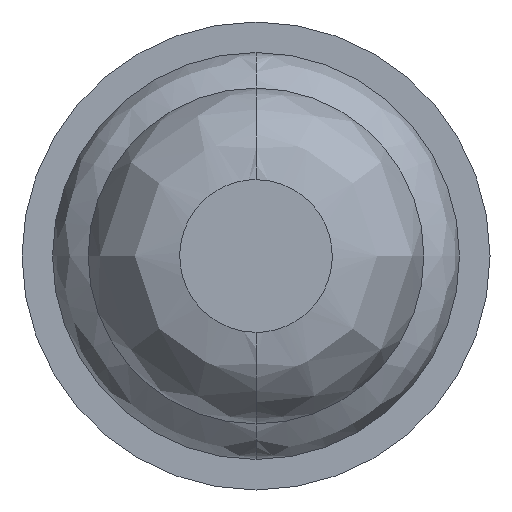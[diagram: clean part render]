
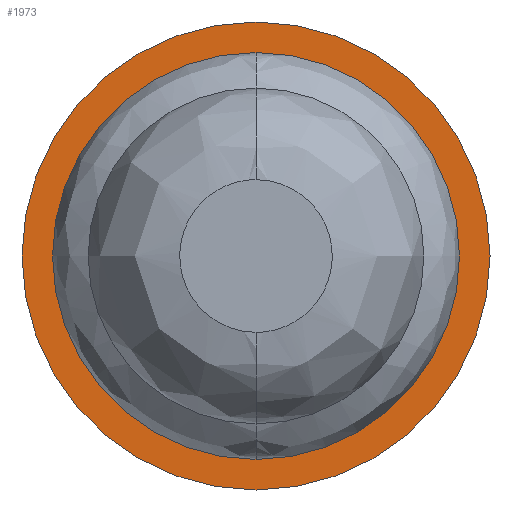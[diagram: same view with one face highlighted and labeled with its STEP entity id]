
A CAD part, front view. The second image highlights one B-rep face of the part: STEP entity #1973.
In plain terms, the highlighted planar face has unit normal (0, -1, 0).
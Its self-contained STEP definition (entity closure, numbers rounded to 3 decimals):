
#30 = CARTESIAN_POINT ( 'NONE',  ( 0., 9.4, 0.5 ) ) ;
#78 = DIRECTION ( 'NONE',  ( 0., 1., 0. ) ) ;
#89 = CARTESIAN_POINT ( 'NONE',  ( 0., 9.4, 0. ) ) ;
#167 = AXIS2_PLACEMENT_3D ( 'NONE', #867, #1423, #580 ) ;
#312 = PLANE ( 'NONE',  #167 ) ;
#313 = CARTESIAN_POINT ( 'NONE',  ( 0., 9.4, 0. ) ) ;
#324 = CIRCLE ( 'NONE', #3405, 1.15 ) ;
#344 = EDGE_CURVE ( 'NONE', #3250, #1315, #1170, .T. ) ;
#439 = DIRECTION ( 'NONE',  ( 0., 1., 0. ) ) ;
#514 = EDGE_CURVE ( 'NONE', #3587, #529, #324, .T. ) ;
#529 = VERTEX_POINT ( 'NONE', #3521 ) ;
#580 = DIRECTION ( 'NONE',  ( 0., 0., 1. ) ) ;
#637 = CIRCLE ( 'NONE', #1560, 1.15 ) ;
#710 = ORIENTED_EDGE ( 'NONE', *, *, #3284, .F. ) ;
#841 = DIRECTION ( 'NONE',  ( 0., 0., -1. ) ) ;
#867 = CARTESIAN_POINT ( 'NONE',  ( 1.136, 9.4, 0. ) ) ;
#1103 = EDGE_LOOP ( 'NONE', ( #3247, #710 ) ) ;
#1170 = CIRCLE ( 'NONE', #1748, 0.5 ) ;
#1295 = CIRCLE ( 'NONE', #1533, 0.5 ) ;
#1303 = FACE_OUTER_BOUND ( 'NONE', #2746, .T. ) ;
#1315 = VERTEX_POINT ( 'NONE', #30 ) ;
#1423 = DIRECTION ( 'NONE',  ( 0., 1., 0. ) ) ;
#1435 = FACE_BOUND ( 'NONE', #1103, .T. ) ;
#1533 = AXIS2_PLACEMENT_3D ( 'NONE', #313, #3112, #2838 ) ;
#1560 = AXIS2_PLACEMENT_3D ( 'NONE', #89, #78, #2025 ) ;
#1698 = DIRECTION ( 'NONE',  ( 0., -1., 0. ) ) ;
#1748 = AXIS2_PLACEMENT_3D ( 'NONE', #2834, #1698, #841 ) ;
#1847 = CARTESIAN_POINT ( 'NONE',  ( 0., 9.4, -1.15 ) ) ;
#1973 = ADVANCED_FACE ( 'NONE', ( #1303, #1435 ), #312, .F. ) ;
#2025 = DIRECTION ( 'NONE',  ( 0., 0., 1. ) ) ;
#2029 = EDGE_CURVE ( 'NONE', #529, #3587, #637, .T. ) ;
#2101 = CARTESIAN_POINT ( 'NONE',  ( 0., 9.4, 0. ) ) ;
#2114 = DIRECTION ( 'NONE',  ( 0., 0., 1. ) ) ;
#2560 = ORIENTED_EDGE ( 'NONE', *, *, #514, .F. ) ;
#2746 = EDGE_LOOP ( 'NONE', ( #3466, #2560 ) ) ;
#2754 = CARTESIAN_POINT ( 'NONE',  ( 0., 9.4, -0.5 ) ) ;
#2834 = CARTESIAN_POINT ( 'NONE',  ( 0., 9.4, 0. ) ) ;
#2838 = DIRECTION ( 'NONE',  ( 0., 0., -1. ) ) ;
#3112 = DIRECTION ( 'NONE',  ( 0., -1., 0. ) ) ;
#3247 = ORIENTED_EDGE ( 'NONE', *, *, #344, .F. ) ;
#3250 = VERTEX_POINT ( 'NONE', #2754 ) ;
#3284 = EDGE_CURVE ( 'NONE', #1315, #3250, #1295, .T. ) ;
#3405 = AXIS2_PLACEMENT_3D ( 'NONE', #2101, #439, #2114 ) ;
#3466 = ORIENTED_EDGE ( 'NONE', *, *, #2029, .F. ) ;
#3521 = CARTESIAN_POINT ( 'NONE',  ( 0., 9.4, 1.15 ) ) ;
#3587 = VERTEX_POINT ( 'NONE', #1847 ) ;
